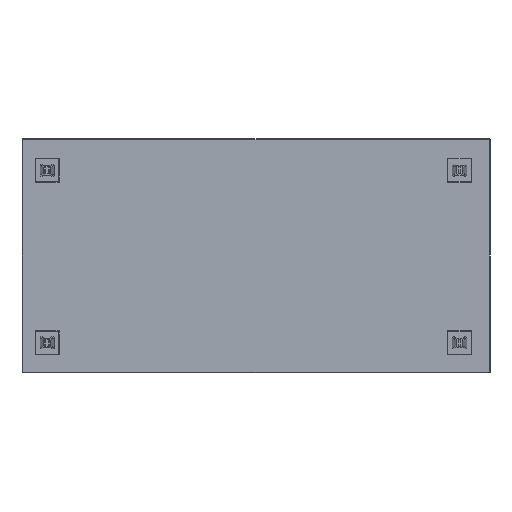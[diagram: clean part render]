
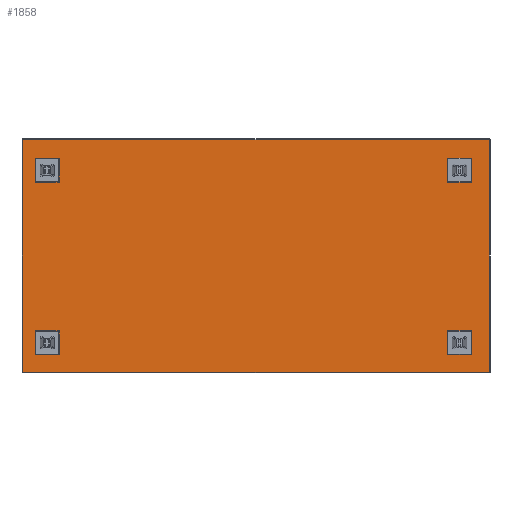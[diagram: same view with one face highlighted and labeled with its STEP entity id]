
A CAD part, front view. The second image highlights one B-rep face of the part: STEP entity #1858.
In plain terms, the highlighted planar face has unit normal (0, -1, 0).
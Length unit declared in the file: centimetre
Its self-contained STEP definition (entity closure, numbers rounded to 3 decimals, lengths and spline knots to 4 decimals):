
#265=FACE_OUTER_BOUND('',#386,.T.);
#386=EDGE_LOOP('',(#1491,#1492,#1493,#1494));
#544=LINE('',#3324,#753);
#546=LINE('',#3327,#755);
#571=LINE('',#3372,#780);
#575=LINE('',#3378,#784);
#753=VECTOR('',#2349,1.);
#755=VECTOR('',#2353,1.);
#780=VECTOR('',#2400,1.);
#784=VECTOR('',#2408,1.);
#929=VERTEX_POINT('',#3292);
#931=VERTEX_POINT('',#3297);
#938=VERTEX_POINT('',#3313);
#941=VERTEX_POINT('',#3320);
#1114=EDGE_CURVE('',#931,#941,#544,.T.);
#1116=EDGE_CURVE('',#941,#938,#546,.T.);
#1141=EDGE_CURVE('',#938,#929,#571,.T.);
#1145=EDGE_CURVE('',#929,#931,#575,.T.);
#1491=ORIENTED_EDGE('',*,*,#1114,.F.);
#1492=ORIENTED_EDGE('',*,*,#1145,.F.);
#1493=ORIENTED_EDGE('',*,*,#1141,.F.);
#1494=ORIENTED_EDGE('',*,*,#1116,.F.);
#1748=PLANE('',#2018);
#1858=ADVANCED_FACE('',(#265),#1748,.F.);
#2018=AXIS2_PLACEMENT_3D('',#3380,#2410,#2411);
#2349=DIRECTION('',(1.,0.,0.));
#2353=DIRECTION('',(0.,0.,-1.));
#2400=DIRECTION('',(-1.,0.,0.));
#2408=DIRECTION('',(0.,0.,1.));
#2410=DIRECTION('center_axis',(0.,1.,0.));
#2411=DIRECTION('ref_axis',(0.,0.,1.));
#3292=CARTESIAN_POINT('',(-12.1,75.6,-17.1));
#3297=CARTESIAN_POINT('',(-12.1,75.6,104.1));
#3313=CARTESIAN_POINT('',(231.1,75.6,-17.1));
#3320=CARTESIAN_POINT('',(231.1,75.6,104.1));
#3324=CARTESIAN_POINT('',(109.5,75.6,104.1));
#3327=CARTESIAN_POINT('',(231.1,75.6,43.5));
#3372=CARTESIAN_POINT('',(109.5,75.6,-17.1));
#3378=CARTESIAN_POINT('',(-12.1,75.6,43.5));
#3380=CARTESIAN_POINT('Origin',(109.5,75.6,43.5));
